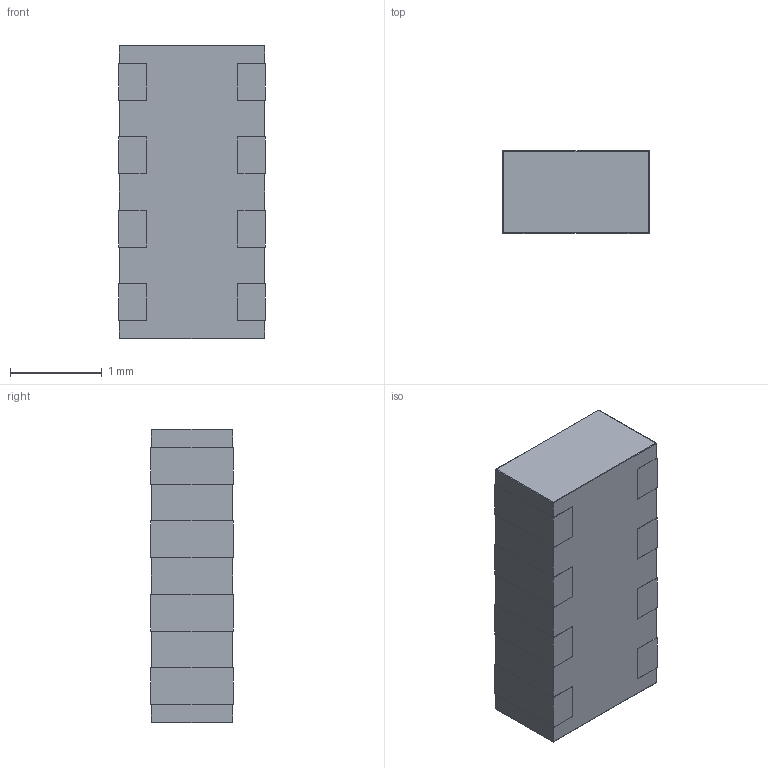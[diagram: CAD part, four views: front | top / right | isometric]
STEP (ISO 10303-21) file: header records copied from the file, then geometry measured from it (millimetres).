
FILE_DESCRIPTION (( 'STEP AP214' ), '1' );
FILE_NAME ('CA0612GRNPO9BN101.STEP', '2023-04-20T10:54:34', ( '' ), ( '' ), 'SwSTEP 2.0', 'SolidWorks 2021', '' );
FILE_SCHEMA (( 'AUTOMOTIVE_DESIGN' ));
Length unit declared in the file: millimetre
Products named in the file (2): CA0612GRNPO9BN101; Capacitor_Array_CA0612GRNPO9BN101
Assembly tree (1 placements, depth 2):
  CA0612GRNPO9BN101
    Capacitor_Array_CA0612GRNPO9BN101
Bounding box: 1.6 x 0.9 x 3.2 mm (x, y, z)
Volume: 4.6 mm3; surface area: 33 mm2
Topology: 9 solids, 9 shells, 122 faces, 296 edges, 184 vertices
Faces by surface type: plane 86, cylinder 28, sphere 8
Entity records: 3594 total; most frequent: CARTESIAN_POINT 598, DIRECTION 596, ORIENTED_EDGE 576, EDGE_CURVE 288, VECTOR 232, LINE 232, VERTEX_POINT 184, AXIS2_PLACEMENT_3D 182
